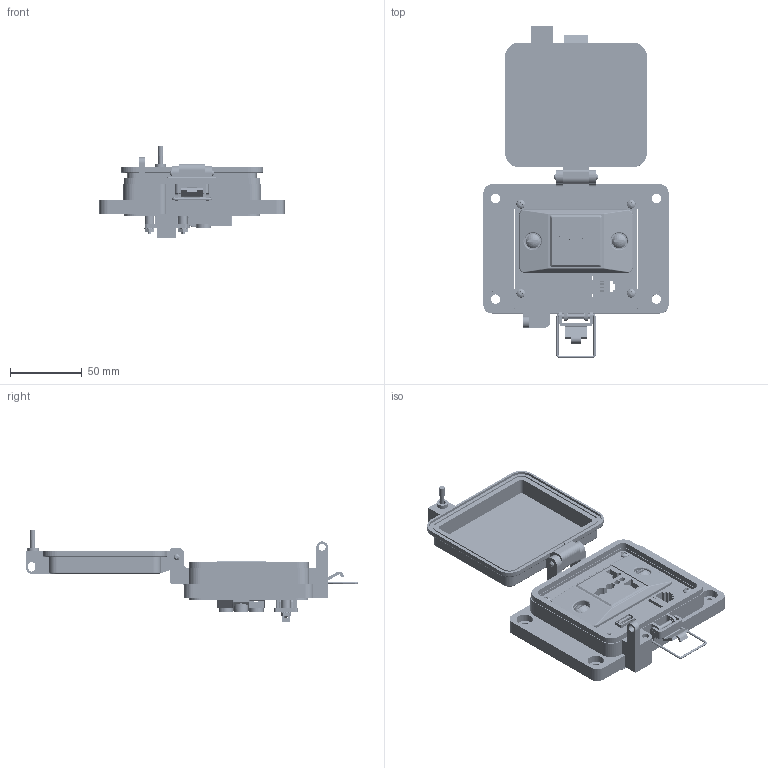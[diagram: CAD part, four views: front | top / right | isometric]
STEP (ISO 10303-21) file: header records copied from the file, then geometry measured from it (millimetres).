
FILE_DESCRIPTION (( 'STEP AP203' ), '1' );
FILE_NAME ('P-P22R2-K3RUV0_3D.STEP', '2021-01-21T19:57:43', ( '' ), ( '' ), 'SwSTEP 2.0', 'SolidWorks 2019', '' );
FILE_SCHEMA (( 'CONFIG_CONTROL_DESIGN' ));
Length unit declared in the file: millimetre
Products named in the file (22): Z-300-RJ45CAT5; P-P22R2-K3RUV0_TP060_1; Z-000-83212TH_90271A194; Z-300-USB-A-FF; P-P22R2-K3RUV0_BP180_1; 92005A124_METRIC PAN HEAD PHILLIPS MACHINE SCREW_92005A124; Z-H-K3_B; P-P22R2-K3RUV0_TP120_1; RUV; Z-002-8321132HN_90675A009; -K3; Z-000-44011_4FH_90273A117; Z-200-OTLT-RUV; P-P22R2-K3RUV0_3D; Z-200-OTLT-RUV_outlet; Z-200-OTLT-RUV_bezel; R2; Z-000-4243316TFP; P22; Z-001-SPR_3_4; Z-002-4401_4HN_90675A005; P-P22R2-K3RUV0_FP060_1
Assembly tree (30 placements, depth 4):
  P-P22R2-K3RUV0_3D
    P-P22R2-K3RUV0_BP180_1
    P-P22R2-K3RUV0_TP060_1
    Z-000-4243316TFP  x2
    P22
      Z-300-USB-A-FF
    P-P22R2-K3RUV0_TP120_1
    Z-000-44011_4FH_90273A117  x2
    Z-001-SPR_3_4  x2
    Z-002-4401_4HN_90675A005  x2
    P-P22R2-K3RUV0_FP060_1
    RUV
      Z-200-OTLT-RUV
        Z-200-OTLT-RUV_bezel
        Z-200-OTLT-RUV_outlet
    Z-000-83212TH_90271A194  x2
    Z-002-8321132HN_90675A009  x2
    R2
      Z-300-RJ45CAT5
    -K3
      Z-H-K3_B
    92005A124_METRIC PAN HEAD PHILLIPS MACHINE SCREW_92005A124  x4
Bounding box: 129 x 231.18 x 64.45 mm (x, y, z)
Volume: 207525 mm3; surface area: 138063.7 mm2
Topology: 34 solids, 34 shells, 3405 faces, 9504 edges, 6241 vertices
Faces by surface type: cylinder 1553, plane 1184, bspline 380, cone 204, sphere 42, torus 42
Entity records: 95116 total; most frequent: CARTESIAN_POINT 36469, ORIENTED_EDGE 12932, DIRECTION 10025, EDGE_CURVE 6466, VERTEX_POINT 4244, LINE 3715, VECTOR 3715, AXIS2_PLACEMENT_3D 3155
